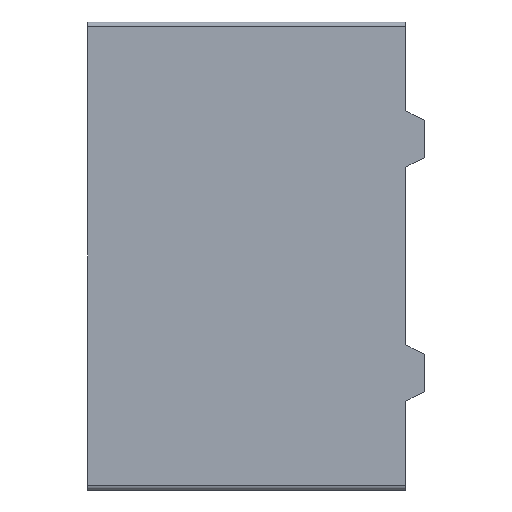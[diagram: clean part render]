
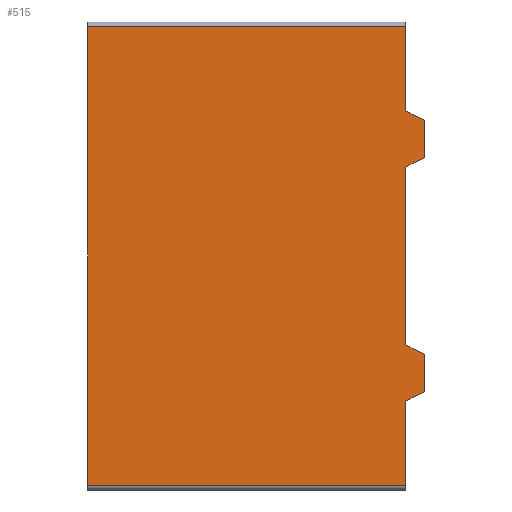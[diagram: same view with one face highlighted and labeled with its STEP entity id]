
A CAD part, left-side view. The second image highlights one B-rep face of the part: STEP entity #515.
In plain terms, the highlighted planar face has unit normal (-1, 0, 0).
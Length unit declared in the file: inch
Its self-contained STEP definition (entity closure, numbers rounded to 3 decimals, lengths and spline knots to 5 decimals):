
#49=FACE_OUTER_BOUND($,#75,.T.);
#75=EDGE_LOOP($,(#449,#450,#451,#452,#453,#454,#455,#456,#457,#458,#459,
#460));
#79=LINE($,#696,#143);
#83=LINE($,#703,#147);
#86=LINE($,#709,#150);
#88=LINE($,#714,#152);
#100=LINE($,#746,#164);
#104=LINE($,#753,#168);
#107=LINE($,#759,#171);
#110=LINE($,#765,#174);
#112=LINE($,#768,#176);
#130=LINE($,#807,#194);
#139=LINE($,#831,#203);
#140=LINE($,#833,#204);
#143=VECTOR($,#560,0.02236);
#147=VECTOR($,#566,0.04);
#150=VECTOR($,#571,0.02236);
#152=VECTOR($,#577,0.09);
#164=VECTOR($,#597,0.09);
#168=VECTOR($,#601,0.19);
#171=VECTOR($,#606,0.02236);
#174=VECTOR($,#611,0.04);
#176=VECTOR($,#615,0.02236);
#194=VECTOR($,#655,0.34);
#203=VECTOR($,#682,0.34);
#204=VECTOR($,#685,0.49);
#207=VERTEX_POINT($,#693);
#208=VERTEX_POINT($,#695);
#210=VERTEX_POINT($,#701);
#212=VERTEX_POINT($,#707);
#213=VERTEX_POINT($,#713);
#228=VERTEX_POINT($,#743);
#229=VERTEX_POINT($,#745);
#232=VERTEX_POINT($,#751);
#234=VERTEX_POINT($,#757);
#236=VERTEX_POINT($,#763);
#245=VERTEX_POINT($,#803);
#252=VERTEX_POINT($,#829);
#255=EDGE_CURVE($,#207,#208,#79,.T.);
#259=EDGE_CURVE($,#210,#207,#83,.T.);
#262=EDGE_CURVE($,#212,#210,#86,.T.);
#264=EDGE_CURVE($,#213,#208,#88,.T.);
#280=EDGE_CURVE($,#229,#228,#100,.T.);
#284=EDGE_CURVE($,#212,#232,#104,.T.);
#287=EDGE_CURVE($,#234,#232,#107,.T.);
#290=EDGE_CURVE($,#236,#234,#110,.T.);
#292=EDGE_CURVE($,#229,#236,#112,.T.);
#311=EDGE_CURVE($,#245,#213,#130,.T.);
#323=EDGE_CURVE($,#228,#252,#139,.T.);
#324=EDGE_CURVE($,#252,#245,#140,.T.);
#449=ORIENTED_EDGE($,*,*,#324,.T.);
#450=ORIENTED_EDGE($,*,*,#311,.T.);
#451=ORIENTED_EDGE($,*,*,#264,.T.);
#452=ORIENTED_EDGE($,*,*,#255,.F.);
#453=ORIENTED_EDGE($,*,*,#259,.F.);
#454=ORIENTED_EDGE($,*,*,#262,.F.);
#455=ORIENTED_EDGE($,*,*,#284,.T.);
#456=ORIENTED_EDGE($,*,*,#287,.F.);
#457=ORIENTED_EDGE($,*,*,#290,.F.);
#458=ORIENTED_EDGE($,*,*,#292,.F.);
#459=ORIENTED_EDGE($,*,*,#280,.T.);
#460=ORIENTED_EDGE($,*,*,#323,.T.);
#489=PLANE($,#552);
#515=ADVANCED_FACE($,(#49),#489,.T.);
#552=AXIS2_PLACEMENT_3D($,#832,#683,#684);
#560=DIRECTION($,(0.,0.894,-0.447));
#566=DIRECTION($,(0.,0.,-1.));
#571=DIRECTION($,(0.,-0.894,-0.447));
#577=DIRECTION($,(0.,0.,1.));
#597=DIRECTION($,(0.,0.,1.));
#601=DIRECTION($,(0.,0.,1.));
#606=DIRECTION($,(0.,0.894,-0.447));
#611=DIRECTION($,(0.,0.,-1.));
#615=DIRECTION($,(0.,-0.894,-0.447));
#655=DIRECTION($,(0.,-1.,0.));
#682=DIRECTION($,(0.,1.,0.));
#683=DIRECTION('center_axis',(-1.,0.,0.));
#684=DIRECTION('ref_axis',(0.,0.,1.));
#685=DIRECTION($,(0.,0.,-1.));
#693=CARTESIAN_POINT('',(-0.13,-0.19,-0.145));
#695=CARTESIAN_POINT('',(-0.13,-0.17,-0.155));
#696=CARTESIAN_POINT($,(-0.13,-0.19,-0.145));
#701=CARTESIAN_POINT('',(-0.13,-0.19,-0.105));
#703=CARTESIAN_POINT($,(-0.13,-0.19,-0.105));
#707=CARTESIAN_POINT('',(-0.13,-0.17,-0.095));
#709=CARTESIAN_POINT($,(-0.13,-0.17,-0.095));
#713=CARTESIAN_POINT('',(-0.13,-0.17,-0.245));
#714=CARTESIAN_POINT($,(-0.13,-0.17,-0.245));
#743=CARTESIAN_POINT('',(-0.13,-0.17,0.245));
#745=CARTESIAN_POINT('',(-0.13,-0.17,0.155));
#746=CARTESIAN_POINT($,(-0.13,-0.17,-0.245));
#751=CARTESIAN_POINT('',(-0.13,-0.17,0.095));
#753=CARTESIAN_POINT($,(-0.13,-0.17,-0.245));
#757=CARTESIAN_POINT('',(-0.13,-0.19,0.105));
#759=CARTESIAN_POINT($,(-0.13,-0.19,0.105));
#763=CARTESIAN_POINT('',(-0.13,-0.19,0.145));
#765=CARTESIAN_POINT($,(-0.13,-0.19,0.145));
#768=CARTESIAN_POINT($,(-0.13,-0.17,0.155));
#803=CARTESIAN_POINT('',(-0.13,0.17,-0.245));
#807=CARTESIAN_POINT($,(-0.13,0.,-0.245));
#829=CARTESIAN_POINT('',(-0.13,0.17,0.245));
#831=CARTESIAN_POINT($,(-0.13,0.,0.245));
#832=CARTESIAN_POINT('Origin',(-0.13,0.,0.245));
#833=CARTESIAN_POINT($,(-0.13,0.17,-0.245));
